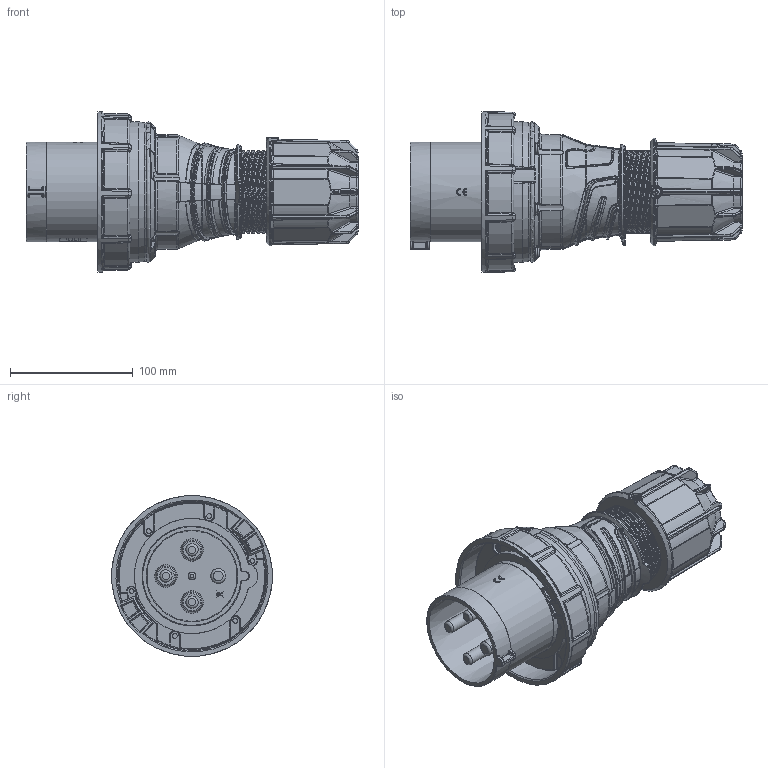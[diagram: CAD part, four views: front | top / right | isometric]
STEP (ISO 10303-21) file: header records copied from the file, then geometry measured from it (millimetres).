
FILE_DESCRIPTION (( 'STEP AP203' ), '1' );
FILE_NAME ('044_facelift.STEP', '2021-12-16T07:09:20', ( '' ), ( '' ), 'SwSTEP 2.0', 'SolidWorks 2021', '' );
FILE_SCHEMA (( 'CONFIG_CONTROL_DESIGN' ));
Products named in the file (1): 044_facelift
Bounding box: 270 x 130.68 x 130.67 mm (x, y, z)
Volume: 1230540 mm3; surface area: 151157.4 mm2
Topology: 1 solids, 1 shells, 2921 faces, 7102 edges, 4139 vertices
Faces by surface type: bspline 1535, plane 481, cylinder 310, torus 287, cone 241, sphere 67
Full cylindrical faces by diameter (mm): 6 x1, 7.4 x6, 7.5 x1, 10 x3, 12 x1, 67.37 x1, 80.7 x1, 81.1 x1
Entity records: 141511 total; most frequent: CARTESIAN_POINT 86520, ORIENTED_EDGE 13794, DIRECTION 8369, EDGE_CURVE 6897, VERTEX_POINT 4087, AXIS2_PLACEMENT_3D 3674, B_SPLINE_CURVE_WITH_KNOTS 3358, EDGE_LOOP 3024
